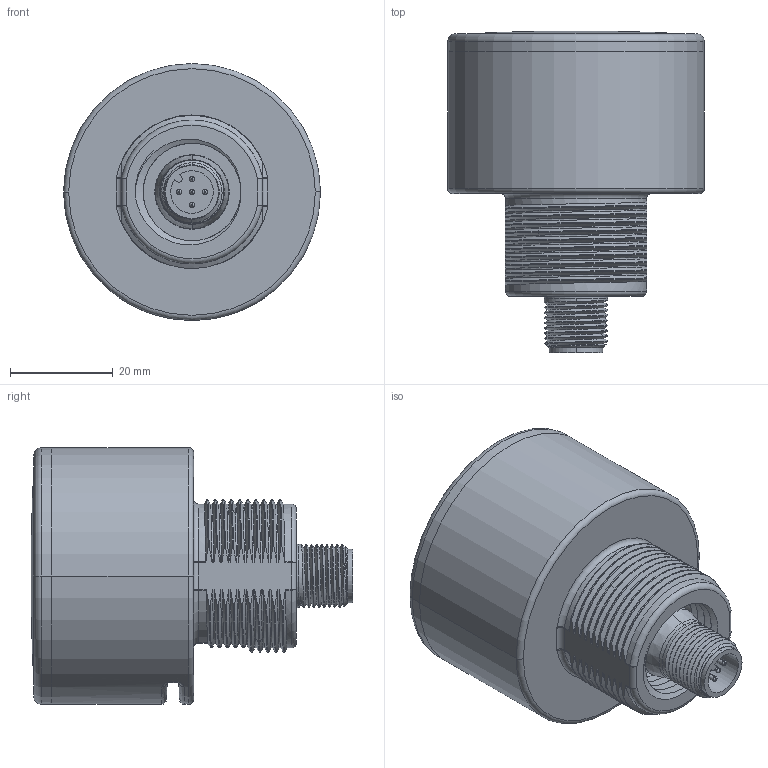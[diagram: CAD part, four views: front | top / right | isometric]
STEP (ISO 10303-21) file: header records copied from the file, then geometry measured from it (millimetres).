
FILE_DESCRIPTION((''),'2;1');
FILE_NAME('225363_ASM','2022-03-11T11:34:34',('PDMAdmin'),('BANNER ENGINEERING'),'CREO PARAMETRIC BY PTC INC, 2019292','CREO PARAMETRIC BY PTC INC, 2019292','');
FILE_SCHEMA(('CONFIG_CONTROL_DESIGN'));
Length unit declared in the file: millimetre
Products named in the file (2): 225363_EP01; 225363_ASM
Assembly tree (1 placements, depth 2):
  225363_ASM
    225363_EP01
Bounding box: 50 x 62.6 x 50 mm (x, y, z)
Volume: 72487.7 mm3; surface area: 14548.3 mm2
Topology: 1 solids, 1 shells, 284 faces, 719 edges, 450 vertices
Faces by surface type: bspline 120, cylinder 104, plane 24, torus 23, cone 9, sphere 4
Entity records: 23326 total; most frequent: CARTESIAN_POINT 17329, ORIENTED_EDGE 1434, DIRECTION 911, EDGE_CURVE 717, VERTEX_POINT 450, AXIS2_PLACEMENT_3D 345, B_SPLINE_CURVE_WITH_KNOTS 318, EDGE_LOOP 299
